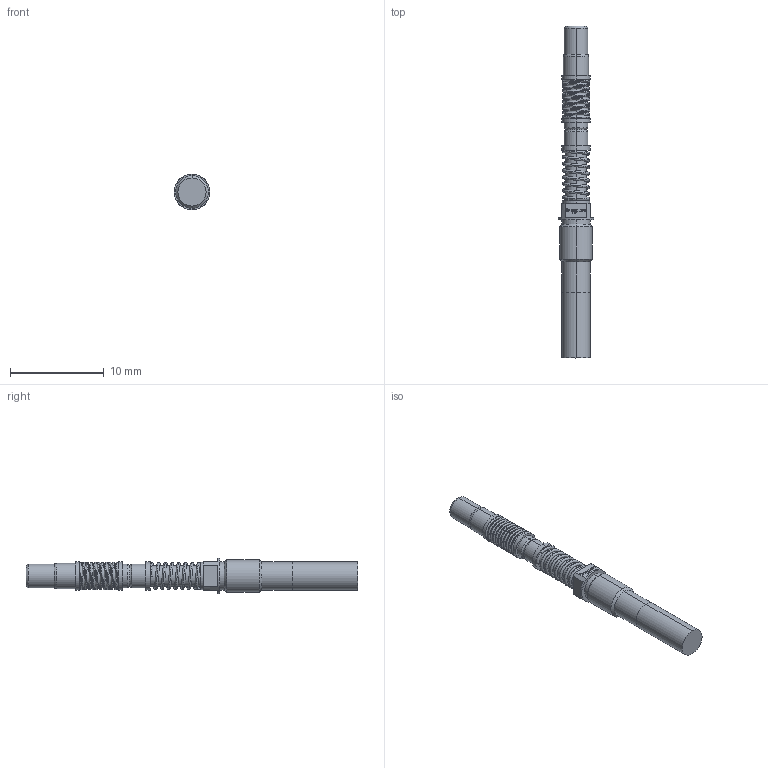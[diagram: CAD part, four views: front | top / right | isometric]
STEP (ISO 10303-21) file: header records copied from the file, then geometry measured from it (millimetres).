
FILE_DESCRIPTION (( 'STEP AP203' ), '1' );
FILE_NAME ('INGUN_HFS-807_308_030_A_xx42_HTE-F-M.STEP', '2022-05-04T08:49:44', ( 'ochi' ), ( '' ), 'SwSTEP 2.0', 'SolidWorks 2018', '' );
FILE_SCHEMA (( 'CONFIG_CONTROL_DESIGN' ));
Length unit declared in the file: millimetre
Products named in the file (1): INGUN_HFS-807_308_030_A_xx42_HTE-F-M
Bounding box: 3.8 x 35.5 x 3.8 mm (x, y, z)
Volume: 209.6 mm3; surface area: 526.4 mm2
Topology: 1 solids, 1 shells, 167 faces, 393 edges, 245 vertices
Faces by surface type: plane 62, cylinder 48, bspline 26, torus 17, cone 14
Entity records: 8648 total; most frequent: CARTESIAN_POINT 4881, ORIENTED_EDGE 782, DIRECTION 728, EDGE_CURVE 391, AXIS2_PLACEMENT_3D 283, VERTEX_POINT 245, EDGE_LOOP 190, FACE_OUTER_BOUND 167
